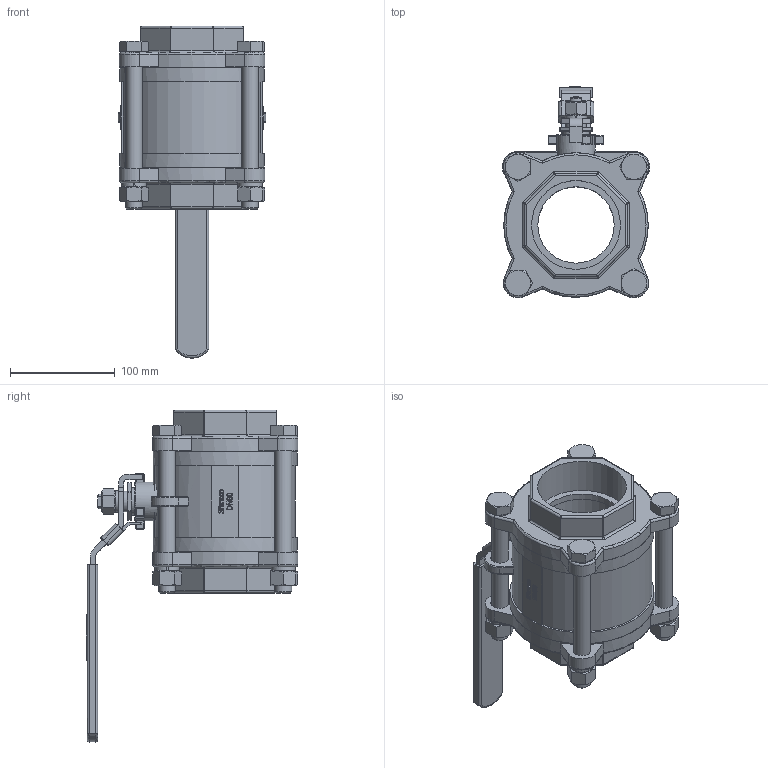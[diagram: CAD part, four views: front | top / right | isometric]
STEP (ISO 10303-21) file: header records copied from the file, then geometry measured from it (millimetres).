
FILE_DESCRIPTION(/* description */ ('790011'),/* implementation_level */ '2;1');
FILE_NAME(/* name */ '790011.stp',/* time_stamp */ '2019-10-01T14:08:00+02:00',/* author */ ('jmorand'),/* organization */ ('Sferaco'),/* preprocessor_version */ 'ST-DEVELOPER v18',/* originating_system */ 'Autodesk Inventor 2020',/* authorisation */ '');
FILE_SCHEMA (('AUTOMOTIVE_DESIGN { 1 0 10303 214 3 1 1 }'));
Length unit declared in the file: millimetre
Products named in the file (1): 790011C_ens_Shrinkwrap_1
Bounding box: 140.97 x 202.49 x 317.43 mm (x, y, z)
Volume: 1693895.4 mm3; surface area: 309851.9 mm2
Topology: 22 solids, 22 shells, 1154 faces, 2909 edges, 1841 vertices
Faces by surface type: plane 481, bspline 339, cylinder 221, cone 50, torus 47, sphere 16
Full cylindrical faces by diameter (mm): 7.6 x1, 11.835 x1, 13.835 x4, 16 x4, 17 x10, 20 x2, 24 x4, 24.376 x1, 26 x1, 37 x1, 73 x2, 76 x1, 84.926 x2, 138 x4
Entity records: 39302 total; most frequent: CARTESIAN_POINT 12576, ORIENTED_EDGE 5786, DIRECTION 4379, EDGE_CURVE 2893, VERTEX_POINT 1841, LINE 1471, VECTOR 1471, AXIS2_PLACEMENT_3D 1454
